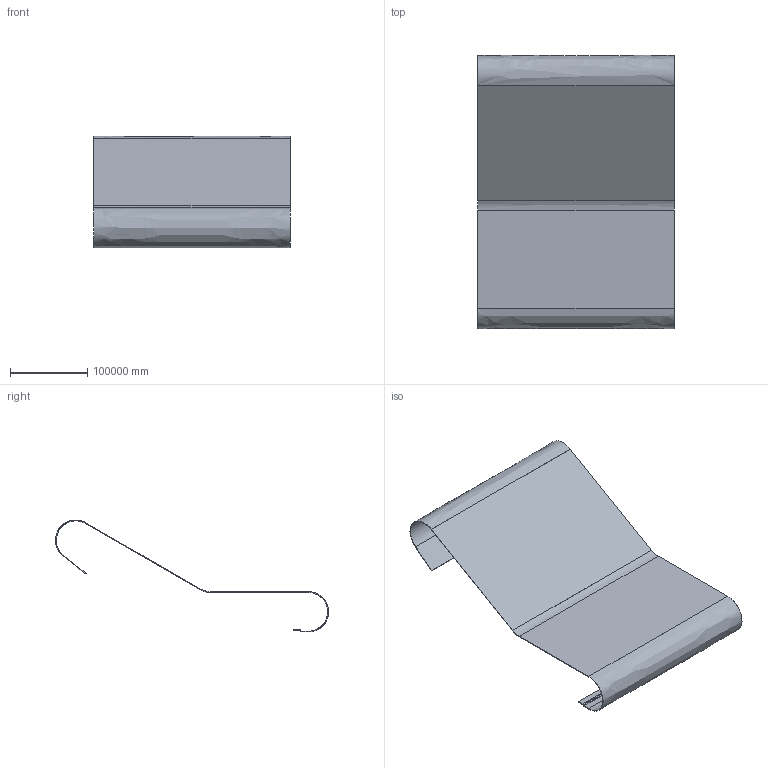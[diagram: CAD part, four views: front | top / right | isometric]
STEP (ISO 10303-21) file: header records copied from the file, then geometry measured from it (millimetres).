
FILE_DESCRIPTION(/* description */ (''),/* implementation_level */ '2;1');
FILE_NAME(/* name */ 'unroll',/* time_stamp */ '2019-07-09T08:48:33-07:00',/* author */ (''),/* organization */ (''),/* preprocessor_version */ 'ST-DEVELOPER v16.5',/* originating_system */ '',/* authorisation */ '');
FILE_SCHEMA (('AUTOMOTIVE_DESIGN'));
Length unit declared in the file: metre
Products named in the file (1): Document
Bounding box: 254000.03 x 352932.82 x 144540.65 mm (x, y, z)
Volume: 135917769792657.8 mm3; surface area: 268373406151.8 mm2
Topology: 1 solids, 1 shells, 46 faces, 92 edges, 48 vertices
Faces by surface type: bspline 46
Entity records: 1385 total; most frequent: CARTESIAN_POINT 898, ORIENTED_EDGE 184, EDGE_CURVE 92, VERTEX_POINT 48, ADVANCED_FACE 46, FACE_OUTER_BOUND 46, EDGE_LOOP 46, DIRECTION 4
